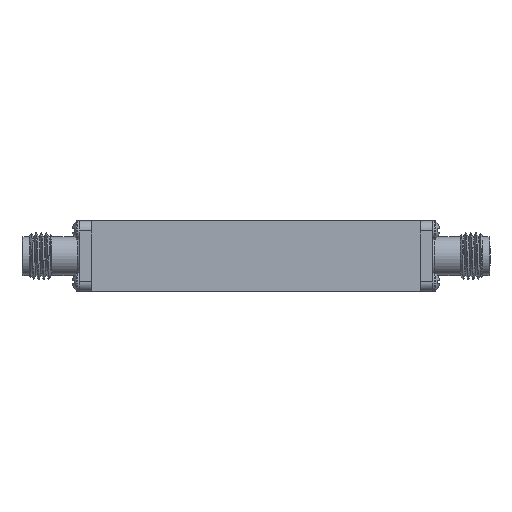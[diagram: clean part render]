
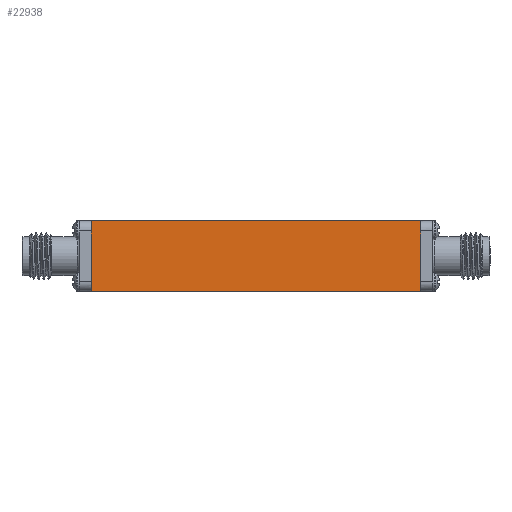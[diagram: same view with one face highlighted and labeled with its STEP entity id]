
A CAD part, front view. The second image highlights one B-rep face of the part: STEP entity #22938.
In plain terms, the highlighted planar face has unit normal (0, -1, 0).
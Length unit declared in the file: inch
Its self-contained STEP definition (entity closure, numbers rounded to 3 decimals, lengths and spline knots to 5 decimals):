
#178 = ORIENTED_EDGE ( 'NONE', *, *, #24439, .F. ) ;
#333 = DIRECTION ( 'NONE',  ( 1., 0., 0. ) ) ;
#1074 = CARTESIAN_POINT ( 'NONE',  ( -0.89, -0.25, 0.19 ) ) ;
#1664 = ORIENTED_EDGE ( 'NONE', *, *, #7354, .T. ) ;
#7354 = EDGE_CURVE ( 'NONE', #44533, #13886, #37505, .T. ) ;
#10604 = LINE ( 'NONE', #26566, #49762 ) ;
#10738 = VECTOR ( 'NONE', #23620, 39.37008 ) ;
#13886 = VERTEX_POINT ( 'NONE', #26598 ) ;
#15745 = VECTOR ( 'NONE', #46870, 39.37008 ) ;
#16144 = VERTEX_POINT ( 'NONE', #43668 ) ;
#17303 = DIRECTION ( 'NONE',  ( 0., 0., -1. ) ) ;
#18107 = ORIENTED_EDGE ( 'NONE', *, *, #31365, .F. ) ;
#18630 = EDGE_LOOP ( 'NONE', ( #47420, #18107, #178, #1664 ) ) ;
#19372 = LINE ( 'NONE', #43860, #10738 ) ;
#19701 = LINE ( 'NONE', #31140, #15745 ) ;
#22938 = ADVANCED_FACE ( 'NONE', ( #24271 ), #40505, .F. ) ;
#23620 = DIRECTION ( 'NONE',  ( 0., 0., -1. ) ) ;
#23909 = EDGE_CURVE ( 'NONE', #13886, #16144, #19701, .T. ) ;
#24271 = FACE_OUTER_BOUND ( 'NONE', #18630, .T. ) ;
#24439 = EDGE_CURVE ( 'NONE', #44533, #28928, #10604, .T. ) ;
#26566 = CARTESIAN_POINT ( 'NONE',  ( -0.89, -0.25, 0.19 ) ) ;
#26598 = CARTESIAN_POINT ( 'NONE',  ( -0.89, -0.25, -0.19 ) ) ;
#27934 = VECTOR ( 'NONE', #17303, 39.37008 ) ;
#28928 = VERTEX_POINT ( 'NONE', #44169 ) ;
#31140 = CARTESIAN_POINT ( 'NONE',  ( -0.89, -0.25, -0.19 ) ) ;
#31365 = EDGE_CURVE ( 'NONE', #28928, #16144, #19372, .T. ) ;
#33546 = AXIS2_PLACEMENT_3D ( 'NONE', #40244, #36765, #333 ) ;
#36765 = DIRECTION ( 'NONE',  ( 0., 1., 0. ) ) ;
#37505 = LINE ( 'NONE', #1074, #27934 ) ;
#38514 = CARTESIAN_POINT ( 'NONE',  ( -0.89, -0.25, 0.19 ) ) ;
#40244 = CARTESIAN_POINT ( 'NONE',  ( -0.89, -0.25, 0.19 ) ) ;
#40505 = PLANE ( 'NONE',  #33546 ) ;
#42813 = DIRECTION ( 'NONE',  ( 1., 0., 0. ) ) ;
#43668 = CARTESIAN_POINT ( 'NONE',  ( 0.89, -0.25, -0.19 ) ) ;
#43860 = CARTESIAN_POINT ( 'NONE',  ( 0.89, -0.25, 0.19 ) ) ;
#44169 = CARTESIAN_POINT ( 'NONE',  ( 0.89, -0.25, 0.19 ) ) ;
#44533 = VERTEX_POINT ( 'NONE', #38514 ) ;
#46870 = DIRECTION ( 'NONE',  ( 1., 0., 0. ) ) ;
#47420 = ORIENTED_EDGE ( 'NONE', *, *, #23909, .T. ) ;
#49762 = VECTOR ( 'NONE', #42813, 39.37008 ) ;
